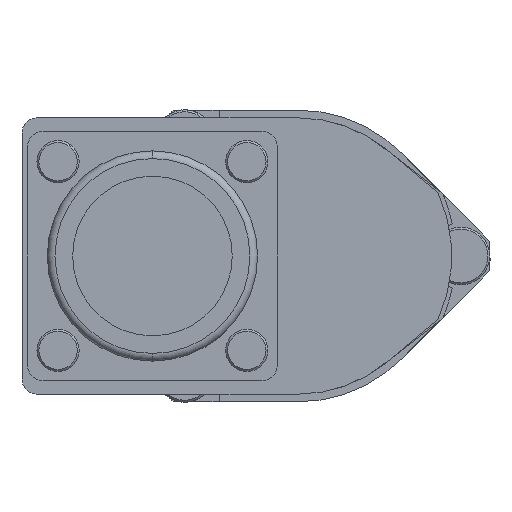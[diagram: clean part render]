
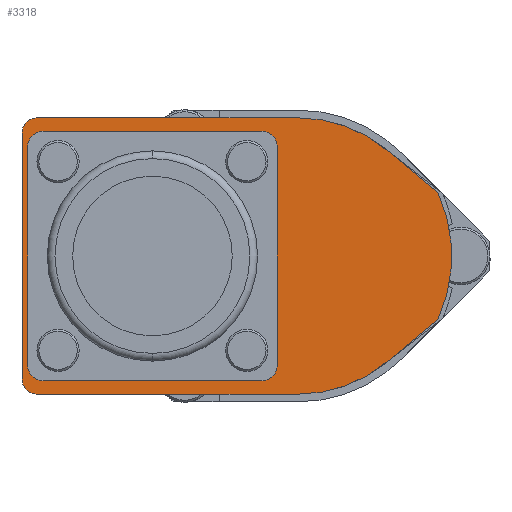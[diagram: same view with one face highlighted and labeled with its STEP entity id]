
A CAD part, left-side view. The second image highlights one B-rep face of the part: STEP entity #3318.
In plain terms, the highlighted planar face has unit normal (-1, 0, 0).
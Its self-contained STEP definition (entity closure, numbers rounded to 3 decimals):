
#17 = VERTEX_POINT ( 'NONE', #1999 ) ;
#68 = CARTESIAN_POINT ( 'NONE',  ( -260., 36., -18. ) ) ;
#72 = CARTESIAN_POINT ( 'NONE',  ( -260., 36., 18. ) ) ;
#234 = CARTESIAN_POINT ( 'NONE',  ( -260., -11.57, -13.789 ) ) ;
#503 = EDGE_CURVE ( 'NONE', #5441, #4648, #3259, .T. ) ;
#656 = CARTESIAN_POINT ( 'NONE',  ( -260., -18.248, 8.185 ) ) ;
#695 = ORIENTED_EDGE ( 'NONE', *, *, #7433, .T. ) ;
#822 = ORIENTED_EDGE ( 'NONE', *, *, #5580, .T. ) ;
#874 = CARTESIAN_POINT ( 'NONE',  ( -260., 0., 0. ) ) ;
#990 = FACE_OUTER_BOUND ( 'NONE', #1480, .T. ) ;
#1132 = CARTESIAN_POINT ( 'NONE',  ( -260., -18.248, -8.185 ) ) ;
#1197 = CARTESIAN_POINT ( 'NONE',  ( -260., 0., 18. ) ) ;
#1241 = EDGE_CURVE ( 'NONE', #4648, #3273, #8386, .T. ) ;
#1480 = EDGE_LOOP ( 'NONE', ( #8784, #6281, #5381, #822, #2395, #6344, #3312, #6057, #9045, #695 ) ) ;
#1545 = CIRCLE ( 'NONE', #7578, 2. ) ;
#1547 = VERTEX_POINT ( 'NONE', #2764 ) ;
#1609 = DIRECTION ( 'NONE',  ( -1., 0., 0. ) ) ;
#1626 = DIRECTION ( 'NONE',  ( -1., 0., 0. ) ) ;
#1863 = CARTESIAN_POINT ( 'NONE',  ( -260., 0., 0. ) ) ;
#1999 = CARTESIAN_POINT ( 'NONE',  ( -260., 36., 16. ) ) ;
#2395 = ORIENTED_EDGE ( 'NONE', *, *, #7412, .T. ) ;
#2402 = DIRECTION ( 'NONE',  ( -1., 0., 0. ) ) ;
#2608 = DIRECTION ( 'NONE',  ( 0., 0., 1. ) ) ;
#2673 = VECTOR ( 'NONE', #4554, 1000. ) ;
#2764 = CARTESIAN_POINT ( 'NONE',  ( -260., 36., -16. ) ) ;
#2932 = LINE ( 'NONE', #1197, #4950 ) ;
#3011 = DIRECTION ( 'NONE',  ( -1., 0., 0. ) ) ;
#3230 = DIRECTION ( 'NONE',  ( -1., 0., 0. ) ) ;
#3259 = LINE ( 'NONE', #234, #8762 ) ;
#3265 = VERTEX_POINT ( 'NONE', #4536 ) ;
#3273 = VERTEX_POINT ( 'NONE', #7497 ) ;
#3274 = CARTESIAN_POINT ( 'NONE',  ( -260., 0., 18. ) ) ;
#3312 = ORIENTED_EDGE ( 'NONE', *, *, #503, .T. ) ;
#3318 = ADVANCED_FACE ( 'NONE', ( #990 ), #5348, .T. ) ;
#3401 = VECTOR ( 'NONE', #5893, 1000. ) ;
#3549 = CARTESIAN_POINT ( 'NONE',  ( -260., 34., -18. ) ) ;
#3959 = CARTESIAN_POINT ( 'NONE',  ( -260., -11.57, -13.789 ) ) ;
#3998 = CIRCLE ( 'NONE', #4741, 18. ) ;
#4446 = EDGE_CURVE ( 'NONE', #9585, #17, #4587, .T. ) ;
#4481 = CARTESIAN_POINT ( 'NONE',  ( -260., -11.57, 13.789 ) ) ;
#4528 = AXIS2_PLACEMENT_3D ( 'NONE', #6876, #2402, #7622 ) ;
#4536 = CARTESIAN_POINT ( 'NONE',  ( -260., 0., -18. ) ) ;
#4554 = DIRECTION ( 'NONE',  ( 0., 0., -1. ) ) ;
#4587 = CIRCLE ( 'NONE', #4528, 2. ) ;
#4648 = VERTEX_POINT ( 'NONE', #1132 ) ;
#4677 = EDGE_CURVE ( 'NONE', #6570, #9585, #2932, .T. ) ;
#4741 = AXIS2_PLACEMENT_3D ( 'NONE', #6081, #1609, #6824 ) ;
#4950 = VECTOR ( 'NONE', #6409, 1000. ) ;
#5140 = AXIS2_PLACEMENT_3D ( 'NONE', #874, #1626, #6835 ) ;
#5304 = DIRECTION ( 'NONE',  ( 0., -1., 0. ) ) ;
#5348 = PLANE ( 'NONE',  #5140 ) ;
#5381 = ORIENTED_EDGE ( 'NONE', *, *, #8710, .T. ) ;
#5441 = VERTEX_POINT ( 'NONE', #3959 ) ;
#5580 = EDGE_CURVE ( 'NONE', #1547, #7772, #1545, .T. ) ;
#5893 = DIRECTION ( 'NONE',  ( 0., 0.766, 0.643 ) ) ;
#5995 = EDGE_CURVE ( 'NONE', #3265, #5441, #9697, .T. ) ;
#6057 = ORIENTED_EDGE ( 'NONE', *, *, #1241, .T. ) ;
#6081 = CARTESIAN_POINT ( 'NONE',  ( -260., 0., 0. ) ) ;
#6281 = ORIENTED_EDGE ( 'NONE', *, *, #4446, .T. ) ;
#6291 = EDGE_CURVE ( 'NONE', #3273, #7922, #7139, .T. ) ;
#6344 = ORIENTED_EDGE ( 'NONE', *, *, #5995, .T. ) ;
#6409 = DIRECTION ( 'NONE',  ( 0., 1., 0. ) ) ;
#6570 = VERTEX_POINT ( 'NONE', #3274 ) ;
#6640 = LINE ( 'NONE', #72, #2673 ) ;
#6824 = DIRECTION ( 'NONE',  ( 0., 0., 1. ) ) ;
#6835 = DIRECTION ( 'NONE',  ( 0., 0., 1. ) ) ;
#6876 = CARTESIAN_POINT ( 'NONE',  ( -260., 34., 16. ) ) ;
#6965 = DIRECTION ( 'NONE',  ( 0., -0.766, 0.643 ) ) ;
#7095 = DIRECTION ( 'NONE',  ( -1., 0., 0. ) ) ;
#7139 = LINE ( 'NONE', #656, #3401 ) ;
#7412 = EDGE_CURVE ( 'NONE', #7772, #3265, #7975, .T. ) ;
#7433 = EDGE_CURVE ( 'NONE', #7922, #6570, #3998, .T. ) ;
#7492 = CARTESIAN_POINT ( 'NONE',  ( -260., 0., 0. ) ) ;
#7497 = CARTESIAN_POINT ( 'NONE',  ( -260., -18.248, 8.185 ) ) ;
#7578 = AXIS2_PLACEMENT_3D ( 'NONE', #7691, #3230, #8471 ) ;
#7622 = DIRECTION ( 'NONE',  ( 0., 0., 1. ) ) ;
#7691 = CARTESIAN_POINT ( 'NONE',  ( -260., 34., -16. ) ) ;
#7772 = VERTEX_POINT ( 'NONE', #3549 ) ;
#7869 = AXIS2_PLACEMENT_3D ( 'NONE', #7492, #3011, #8244 ) ;
#7922 = VERTEX_POINT ( 'NONE', #4481 ) ;
#7975 = LINE ( 'NONE', #68, #8438 ) ;
#8244 = DIRECTION ( 'NONE',  ( 0., 0., 1. ) ) ;
#8386 = CIRCLE ( 'NONE', #8503, 20. ) ;
#8438 = VECTOR ( 'NONE', #5304, 1000. ) ;
#8471 = DIRECTION ( 'NONE',  ( 0., 0., 1. ) ) ;
#8503 = AXIS2_PLACEMENT_3D ( 'NONE', #1863, #7095, #2608 ) ;
#8710 = EDGE_CURVE ( 'NONE', #17, #1547, #6640, .T. ) ;
#8762 = VECTOR ( 'NONE', #6965, 1000. ) ;
#8784 = ORIENTED_EDGE ( 'NONE', *, *, #4677, .T. ) ;
#9045 = ORIENTED_EDGE ( 'NONE', *, *, #6291, .T. ) ;
#9399 = CARTESIAN_POINT ( 'NONE',  ( -260., 34., 18. ) ) ;
#9585 = VERTEX_POINT ( 'NONE', #9399 ) ;
#9697 = CIRCLE ( 'NONE', #7869, 18. ) ;
